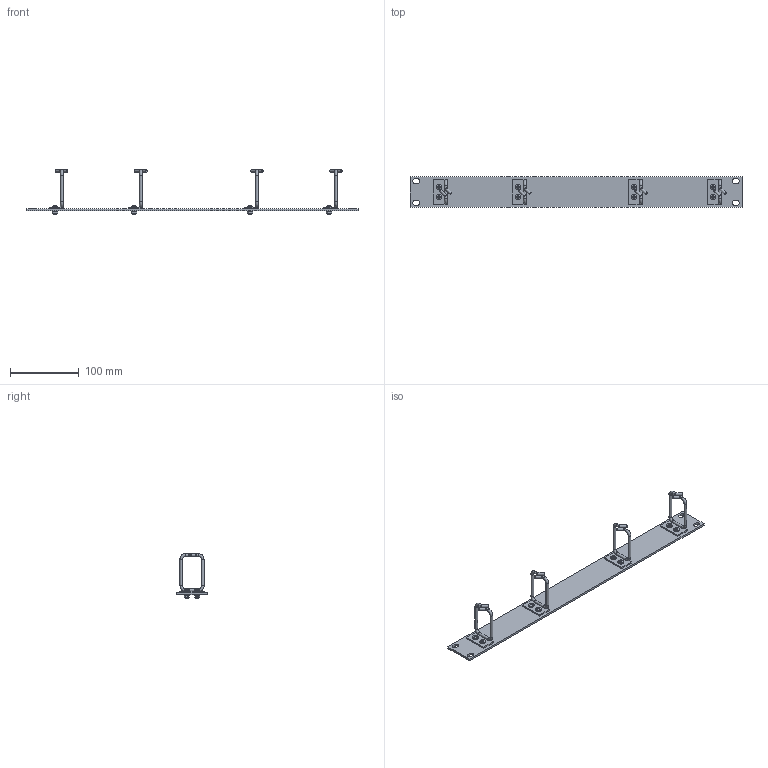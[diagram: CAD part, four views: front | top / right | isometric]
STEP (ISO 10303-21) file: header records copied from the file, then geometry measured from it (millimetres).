
FILE_DESCRIPTION (( 'STEP AP214' ), '1' );
FILE_NAME ('DOVODI02_vodilo_kablov_1HE_tipZ.STEP', '2020-03-26T14:32:20', ( '' ), ( '' ), 'SwSTEP 2.0', 'SolidWorks 2018', '' );
FILE_SCHEMA (( 'AUTOMOTIVE_DESIGN' ));
Length unit declared in the file: millimetre
Products named in the file (7): hex nut style 1 gradeab_din_Hexagon Nut ISO 4032 - M4 - W - S; toothed lock washer 1_din_DIN 6797-A4.3; pan head cross recess screw_din_DIN EN ISO 7045 - M4 x 10 - Z - 10S; VODILO KABLOV 1HE TIP Z.iam; ZANKA VODILA KABLA TIP Z.ipt; PLOŠÈA 1 HE - VODILO KABLOV Z.ipt; DOVODI02_vodilo_kablov_1HE_tipZ
Assembly tree (30 placements, depth 3):
  DOVODI02_vodilo_kablov_1HE_tipZ
    VODILO KABLOV 1HE TIP Z.iam
      PLOŠÈA 1 HE - VODILO KABLOV Z.ipt
      ZANKA VODILA KABLA TIP Z.ipt  x4
    pan head cross recess screw_din_DIN EN ISO 7045 - M4 x 10 - Z - 10S  x8
    toothed lock washer 1_din_DIN 6797-A4.3  x8
    hex nut style 1 gradeab_din_Hexagon Nut ISO 4032 - M4 - W - S  x8
Bounding box: 483 x 44 x 65 mm (x, y, z)
Volume: 78921.3 mm3; surface area: 65372.3 mm2
Topology: 33 solids, 33 shells, 1274 faces, 2920 edges, 1704 vertices
Faces by surface type: plane 446, cone 408, cylinder 364, torus 32, sphere 16, bspline 8
Full cylindrical faces by diameter (mm): 3.3 x40, 4 x148, 4.3 x16, 5 x8, 7 x8, 8 x8
Entity records: 6384 total; most frequent: CARTESIAN_POINT 1649, DIRECTION 996, ORIENTED_EDGE 740, AXIS2_PLACEMENT_3D 419, EDGE_CURVE 370, EDGE_LOOP 320, VERTEX_POINT 272, FACE_OUTER_BOUND 246
